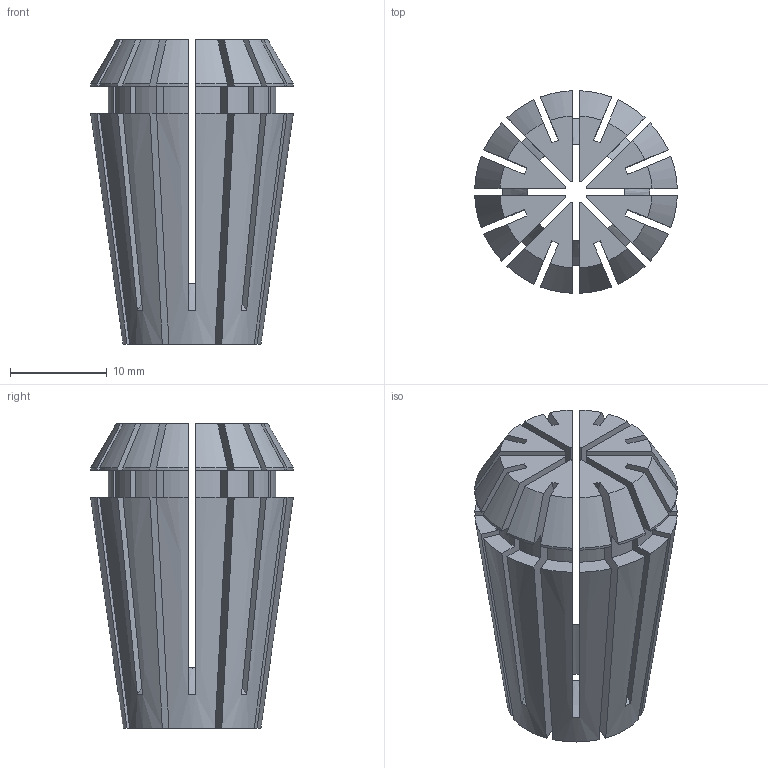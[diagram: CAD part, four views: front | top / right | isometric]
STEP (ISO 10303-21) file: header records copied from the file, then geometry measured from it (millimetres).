
FILE_DESCRIPTION (( 'STEP AP203' ), '1' );
FILE_NAME ('STP-5250-122-020-A06-0(04220-0.094).STEP', '2022-08-29T03:45:06', ( '' ), ( '' ), 'SwSTEP 2.0', 'SolidWorks 2017', '' );
FILE_SCHEMA (( 'CONFIG_CONTROL_DESIGN' ));
Length unit declared in the file: millimetre
Products named in the file (1): STP-5250-122-020-A06-0(04220-0.094)
Bounding box: 20.99 x 20.99 x 31.5 mm (x, y, z)
Volume: 4704.6 mm3; surface area: 7728.4 mm2
Topology: 1 solids, 1 shells, 194 faces, 582 edges, 388 vertices
Faces by surface type: plane 104, cylinder 65, cone 25
Entity records: 6861 total; most frequent: CARTESIAN_POINT 1573, ORIENTED_EDGE 1164, DIRECTION 1052, EDGE_CURVE 582, VERTEX_POINT 388, AXIS2_PLACEMENT_3D 373, VECTOR 306, LINE 306
